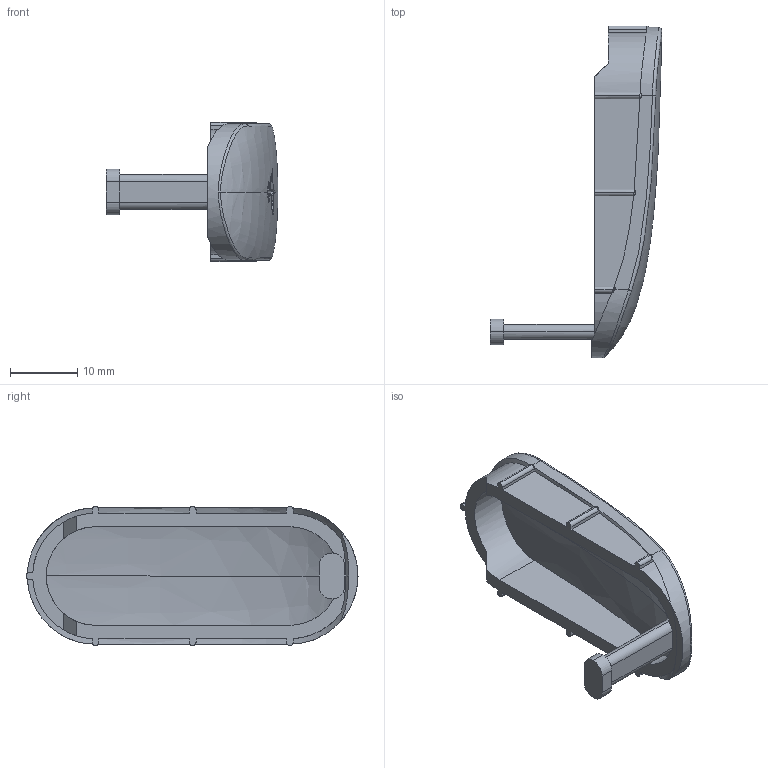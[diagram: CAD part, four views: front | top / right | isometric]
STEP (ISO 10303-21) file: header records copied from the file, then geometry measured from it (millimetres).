
FILE_DESCRIPTION (( 'STEP AP214' ), '1' );
FILE_NAME ('usb cover.STEP', '2017-04-13T19:36:19', ( '' ), ( '' ), 'SwSTEP 2.0', 'SolidWorks 2013', '' );
FILE_SCHEMA (( 'AUTOMOTIVE_DESIGN' ));
Length unit declared in the file: millimetre
Products named in the file (1): usb cover
Bounding box: 25.4 x 49.2 x 20.6 mm (x, y, z)
Volume: 3365 mm3; surface area: 3539.5 mm2
Topology: 1 solids, 1 shells, 144 faces, 413 edges, 272 vertices
Faces by surface type: bspline 59, plane 54, cylinder 31
Entity records: 20765 total; most frequent: CARTESIAN_POINT 17639, ORIENTED_EDGE 826, EDGE_CURVE 413, DIRECTION 377, VERTEX_POINT 272, B_SPLINE_CURVE_WITH_KNOTS 245, EDGE_LOOP 145, ADVANCED_FACE 144
